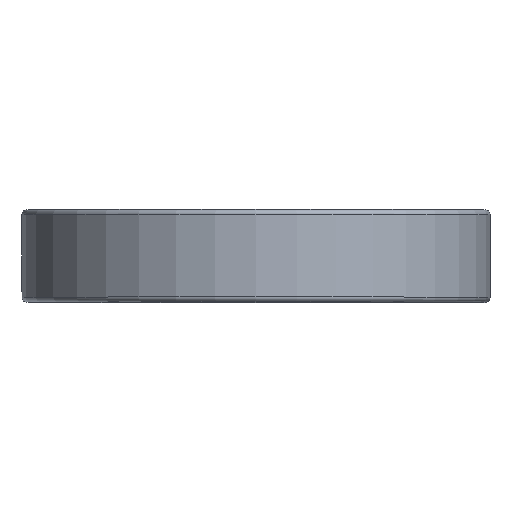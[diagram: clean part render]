
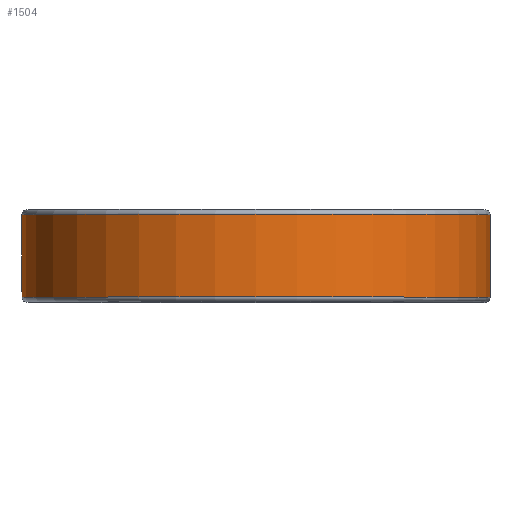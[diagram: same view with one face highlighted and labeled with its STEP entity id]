
A CAD part, top view. The second image highlights one B-rep face of the part: STEP entity #1504.
In plain terms, the highlighted cylindrical face has radius 36.144 mm (diameter 72.288 mm), a partial arc.
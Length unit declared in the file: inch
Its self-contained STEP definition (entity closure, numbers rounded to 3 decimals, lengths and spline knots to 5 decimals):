
#12 = EDGE_CURVE ( 'NONE', #1983, #310, #232, .T. ) ;
#90 = CARTESIAN_POINT ( 'NONE',  ( 0., 0.25125, -1.423 ) ) ;
#106 = LINE ( 'NONE', #1134, #976 ) ;
#117 = CARTESIAN_POINT ( 'NONE',  ( 1.423, 0.25125, 0. ) ) ;
#140 = AXIS2_PLACEMENT_3D ( 'NONE', #1473, #1323, #2432 ) ;
#148 = DIRECTION ( 'NONE',  ( 0., 0., -1. ) ) ;
#230 = VECTOR ( 'NONE', #1224, 39.37008 ) ;
#232 = LINE ( 'NONE', #90, #230 ) ;
#273 = ORIENTED_EDGE ( 'NONE', *, *, #379, .F. ) ;
#296 = CARTESIAN_POINT ( 'NONE',  ( 1.423, -0.25125, 0. ) ) ;
#310 = VERTEX_POINT ( 'NONE', #1908 ) ;
#379 = EDGE_CURVE ( 'NONE', #1950, #1983, #1175, .T. ) ;
#391 = DIRECTION ( 'NONE',  ( 0., -1., 0. ) ) ;
#426 = CARTESIAN_POINT ( 'NONE',  ( 0., -0.25125, -1.423 ) ) ;
#566 = EDGE_LOOP ( 'NONE', ( #1566, #1992, #1265, #273 ) ) ;
#976 = VECTOR ( 'NONE', #2330, 39.37008 ) ;
#1078 = CYLINDRICAL_SURFACE ( 'NONE', #1517, 1.423 ) ;
#1134 = CARTESIAN_POINT ( 'NONE',  ( 1.423, 0.25125, 0. ) ) ;
#1175 = CIRCLE ( 'NONE', #140, 1.423 ) ;
#1183 = EDGE_CURVE ( 'NONE', #1414, #310, #2038, .T. ) ;
#1224 = DIRECTION ( 'NONE',  ( 0., 1., 0. ) ) ;
#1233 = FACE_OUTER_BOUND ( 'NONE', #566, .T. ) ;
#1265 = ORIENTED_EDGE ( 'NONE', *, *, #12, .F. ) ;
#1282 = CARTESIAN_POINT ( 'NONE',  ( 0., 0.25, 0. ) ) ;
#1323 = DIRECTION ( 'NONE',  ( 0., -1., 0. ) ) ;
#1414 = VERTEX_POINT ( 'NONE', #117 ) ;
#1473 = CARTESIAN_POINT ( 'NONE',  ( 0., -0.25125, 0. ) ) ;
#1478 = AXIS2_PLACEMENT_3D ( 'NONE', #1559, #391, #1745 ) ;
#1504 = ADVANCED_FACE ( 'NONE', ( #1233 ), #1078, .T. ) ;
#1517 = AXIS2_PLACEMENT_3D ( 'NONE', #1282, #1678, #148 ) ;
#1559 = CARTESIAN_POINT ( 'NONE',  ( 0., 0.25125, 0. ) ) ;
#1566 = ORIENTED_EDGE ( 'NONE', *, *, #2350, .T. ) ;
#1678 = DIRECTION ( 'NONE',  ( 0., -1., 0. ) ) ;
#1745 = DIRECTION ( 'NONE',  ( 0., 0., -1. ) ) ;
#1908 = CARTESIAN_POINT ( 'NONE',  ( 0., 0.25125, -1.423 ) ) ;
#1950 = VERTEX_POINT ( 'NONE', #296 ) ;
#1983 = VERTEX_POINT ( 'NONE', #426 ) ;
#1992 = ORIENTED_EDGE ( 'NONE', *, *, #1183, .T. ) ;
#2038 = CIRCLE ( 'NONE', #1478, 1.423 ) ;
#2330 = DIRECTION ( 'NONE',  ( 0., 1., 0. ) ) ;
#2350 = EDGE_CURVE ( 'NONE', #1950, #1414, #106, .T. ) ;
#2432 = DIRECTION ( 'NONE',  ( 0., 0., -1. ) ) ;
